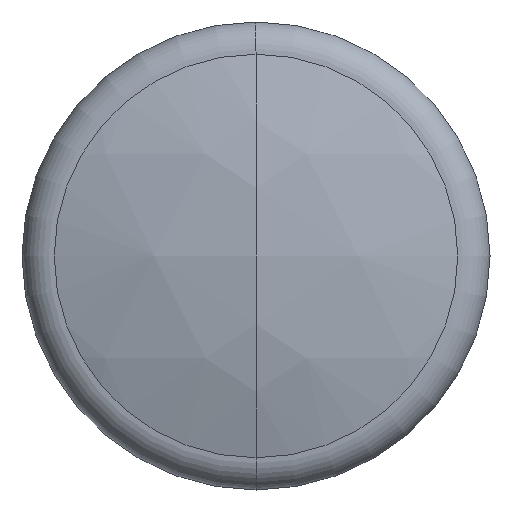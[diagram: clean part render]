
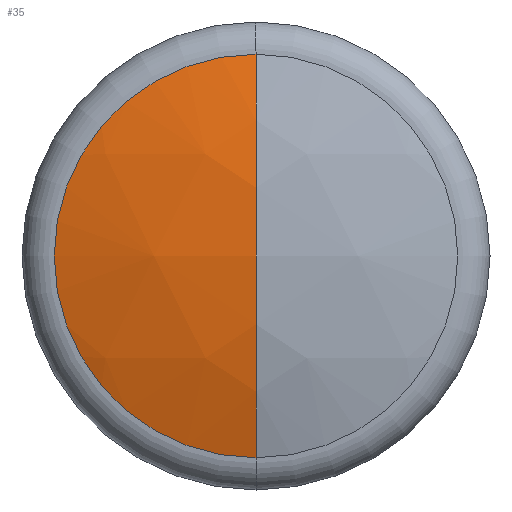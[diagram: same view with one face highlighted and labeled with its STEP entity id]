
A CAD part, front view. The second image highlights one B-rep face of the part: STEP entity #35.
In plain terms, the highlighted spherical face has radius 40.062 mm.
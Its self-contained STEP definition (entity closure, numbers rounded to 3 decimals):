
#1=CARTESIAN_POINT('POINT3608',(0.,-38.,
   0.));
#2=VERTEX_POINT('VERTEX3608',#1);
#3=CARTESIAN_POINT('POINT3609',(0.,
   -36.,-12.5));
#4=VERTEX_POINT('VERTEX3609',#3);
#5=CARTESIAN_POINT('POS4995',(0.,
   2.062,0.));
#6=DIRECTION('DIR7707',(1.,0.,
   0.));
#7=DIRECTION('DIR7708',(0.,0.,1.));
#8=AXIS2_PLACEMENT_3D('AXIS2713',#5,#6,#7);
#9=CIRCLE('ELLIPSE1281',#8,40.062);
#10=EDGE_CURVE('EDGE5539',#2,#4,#9,.T.);
#11=ORIENTED_EDGE('COEDGE11077',*,*,#10,.F.);
#12=CARTESIAN_POINT('POINT3610',(0.,
   -36.,12.5));
#13=VERTEX_POINT('VERTEX3610',#12);
#14=CARTESIAN_POINT('POS4996',(0.,
   2.062,0.));
#15=DIRECTION('DIR7709',(1.,0.,
   0.));
#16=DIRECTION('DIR7710',(0.,0.,1.));
#17=AXIS2_PLACEMENT_3D('AXIS2714',#14,#15,#16);
#18=CIRCLE('ELLIPSE1282',#17,40.062);
#19=EDGE_CURVE('EDGE5540',#13,#2,#18,.T.);
#20=ORIENTED_EDGE('COEDGE11078',*,*,#19,.F.);
#21=CARTESIAN_POINT('POS4997',(0.,
   -36.,0.));
#22=DIRECTION('DIR7711',(0.,1.,0.));
#23=DIRECTION('DIR7712',(0.,0.,
   1.));
#24=AXIS2_PLACEMENT_3D('AXIS2715',#21,#22,#23);
#25=CIRCLE('ELLIPSE1283',#24,12.5);
#26=EDGE_CURVE('EDGE5541',#4,#13,#25,.T.);
#27=ORIENTED_EDGE('COEDGE11079',*,*,#26,.F.);
#28=EDGE_LOOP('NONE',(#11,#20,#27));
#29=FACE_BOUND('LOOP1',#28,.T.);
#30=CARTESIAN_POINT('POS4998',(0.,
   2.062,0.));
#31=DIRECTION('DIR7713',(0.,0.,1.));
#32=DIRECTION('DIR7714',(1.,0.,0.));
#33=AXIS2_PLACEMENT_3D('AXIS2716',#30,#31,#32);
#34=SPHERICAL_SURFACE('SPHERE_SURF8',#33,40.062);
#35=ADVANCED_FACE('FACE2375',(#29),#34,.T.);
